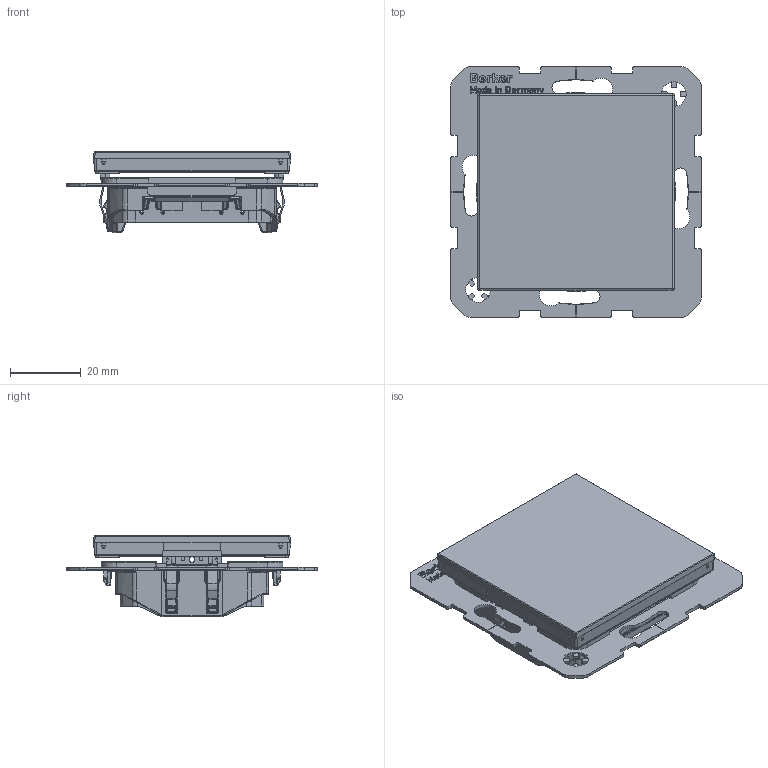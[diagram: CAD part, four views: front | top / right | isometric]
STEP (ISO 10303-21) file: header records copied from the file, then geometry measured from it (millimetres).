
FILE_DESCRIPTION((''),'2;1');
FILE_NAME('WAF1001_GEN_ASM','2025-03-19T08:33:48',('andolfs'),(''),'CREO PARAMETRIC BY PTC INC, 2023154','CREO PARAMETRIC BY PTC INC, 2023154','');
FILE_SCHEMA(('CONFIG_CONTROL_DESIGN','SHAPE_APPEARANCE_LAYERS_GROUPS'));
Products named in the file (9): W4G0122_18; W4H0293_18; W1B0279_00; 9204408000; W2B0079_00_ASM; W1A2286_GEN; W1G0192_00; W1B0296_00; WAF1001_GEN_ASM
Assembly tree (9 placements, depth 3):
  WAF1001_GEN_ASM
    W4G0122_18
    W2B0079_00_ASM
      W4H0293_18
      W1B0279_00
      9204408000
    W1A2286_GEN
    W1G0192_00  x2
    W1B0296_00
Bounding box: 70.85 x 70.85 x 23 mm (x, y, z)
Volume: 18953.7 mm3; surface area: 28024.5 mm2
Topology: 6 solids, 6 shells, 4480 faces, 11957 edges, 7609 vertices
Faces by surface type: plane 2676, cylinder 1048, bspline 456, extrusion 176, sphere 68, torus 48, cone 8
Entity records: 183534 total; most frequent: CARTESIAN_POINT 57048, ORIENTED_EDGE 23458, DIRECTION 19366, EDGE_CURVE 11729, VECTOR 8602, LINE 8426, VERTEX_POINT 7469, AXIS2_PLACEMENT_3D 5382
